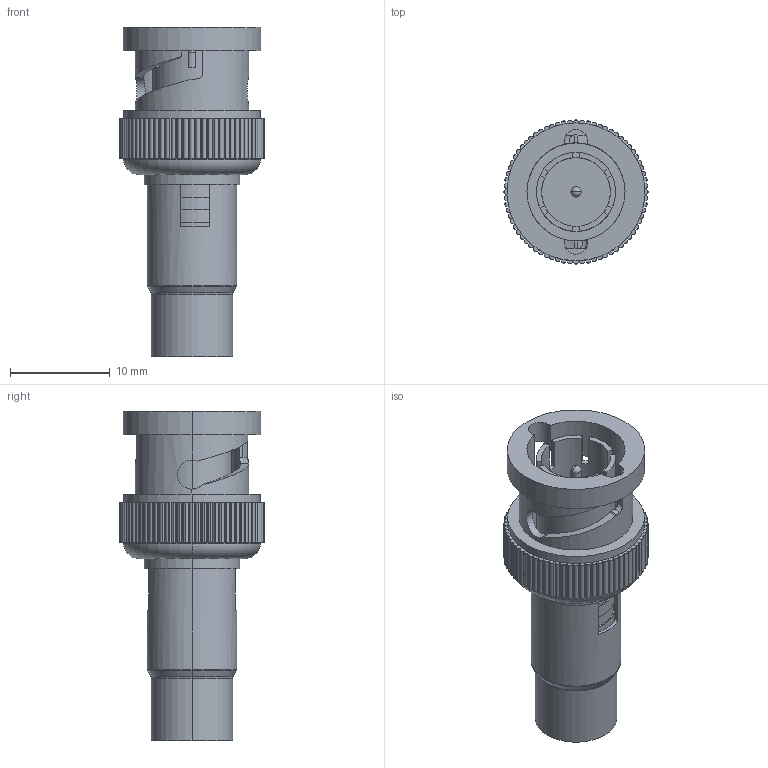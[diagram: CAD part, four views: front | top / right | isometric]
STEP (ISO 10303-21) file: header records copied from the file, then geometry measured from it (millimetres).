
FILE_DESCRIPTION (( 'STEP AP203' ), '1' );
FILE_NAME ('BAC032.STEP', '2006-06-30T19:29:28', ( ' ' ), ( ' ' ), 'SwSTEP 2.0', 'SolidWorks 2005354', '' );
FILE_SCHEMA (( 'CONFIG_CONTROL_DESIGN' ));
Length unit declared in the file: inch
Products named in the file (3): BAC032_with flange; BAC032-MA2_hex; BAC032
Assembly tree (2 placements, depth 2):
  BAC032
    BAC032_with flange
    BAC032-MA2_hex
Bounding box: 14.48 x 14.48 x 33.07 mm (x, y, z)
Volume: 1629.2 mm3; surface area: 3236.7 mm2
Topology: 2 solids, 2 shells, 366 faces, 1039 edges, 685 vertices
Faces by surface type: plane 195, cylinder 149, torus 8, bspline 8, cone 4, sphere 2
Entity records: 13010 total; most frequent: CARTESIAN_POINT 3007, ORIENTED_EDGE 2070, DIRECTION 2043, EDGE_CURVE 1035, AXIS2_PLACEMENT_3D 695, VERTEX_POINT 683, LINE 653, VECTOR 653
